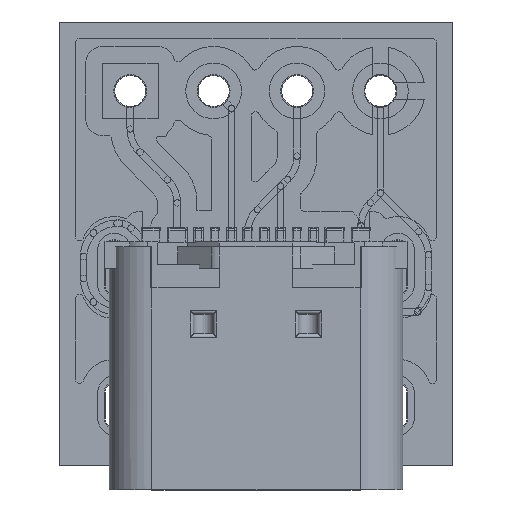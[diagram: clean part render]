
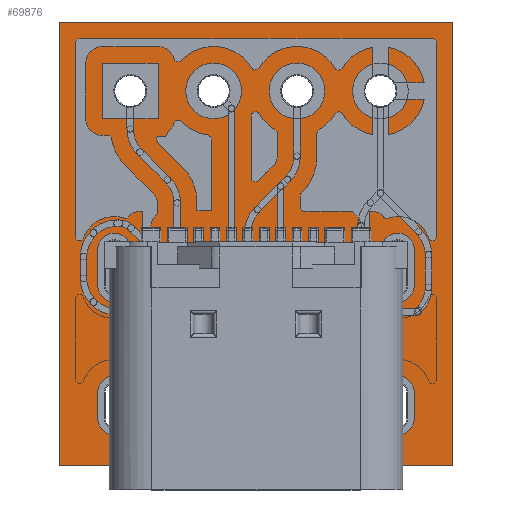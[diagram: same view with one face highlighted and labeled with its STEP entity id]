
A CAD part, top view. The second image highlights one B-rep face of the part: STEP entity #69876.
In plain terms, the highlighted planar face has unit normal (0, 0, 1).
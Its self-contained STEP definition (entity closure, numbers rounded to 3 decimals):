
#69554 = VERTEX_POINT('',#69555);
#69555 = CARTESIAN_POINT('',(6.,-6.75,1.6));
#69561 = EDGE_CURVE('',#69554,#69562,#69564,.T.);
#69562 = VERTEX_POINT('',#69563);
#69563 = CARTESIAN_POINT('',(-6.,-6.75,1.6));
#69564 = LINE('',#69565,#69566);
#69565 = CARTESIAN_POINT('',(6.,-6.75,1.6));
#69566 = VECTOR('',#69567,1.);
#69567 = DIRECTION('',(-1.,0.,0.));
#69594 = VERTEX_POINT('',#69595);
#69595 = CARTESIAN_POINT('',(6.,6.75,1.6));
#69601 = EDGE_CURVE('',#69594,#69554,#69602,.T.);
#69602 = LINE('',#69603,#69604);
#69603 = CARTESIAN_POINT('',(6.,6.75,1.6));
#69604 = VECTOR('',#69605,1.);
#69605 = DIRECTION('',(0.,-1.,0.));
#69623 = EDGE_CURVE('',#69562,#69624,#69626,.T.);
#69624 = VERTEX_POINT('',#69625);
#69625 = CARTESIAN_POINT('',(-6.,6.75,1.6));
#69626 = LINE('',#69627,#69628);
#69627 = CARTESIAN_POINT('',(-6.,-6.75,1.6));
#69628 = VECTOR('',#69629,1.);
#69629 = DIRECTION('',(0.,1.,0.));
#69876 = ADVANCED_FACE('',(#69877,#69888,#69924,#69960,#69971,#70007,
    #70018,#70054,#70065,#70076,#70087),#70098,.F.);
#69877 = FACE_BOUND('',#69878,.F.);
#69878 = EDGE_LOOP('',(#69879,#69880,#69881,#69887));
#69879 = ORIENTED_EDGE('',*,*,#69561,.T.);
#69880 = ORIENTED_EDGE('',*,*,#69623,.T.);
#69881 = ORIENTED_EDGE('',*,*,#69882,.T.);
#69882 = EDGE_CURVE('',#69624,#69594,#69883,.T.);
#69883 = LINE('',#69884,#69885);
#69884 = CARTESIAN_POINT('',(-6.,6.75,1.6));
#69885 = VECTOR('',#69886,1.);
#69886 = DIRECTION('',(1.,0.,0.));
#69887 = ORIENTED_EDGE('',*,*,#69601,.T.);
#69888 = FACE_BOUND('',#69889,.F.);
#69889 = EDGE_LOOP('',(#69890,#69901,#69909,#69918));
#69890 = ORIENTED_EDGE('',*,*,#69891,.F.);
#69891 = EDGE_CURVE('',#69892,#69894,#69896,.T.);
#69892 = VERTEX_POINT('',#69893);
#69893 = CARTESIAN_POINT('',(4.02,-4.53,1.6));
#69894 = VERTEX_POINT('',#69895);
#69895 = CARTESIAN_POINT('',(4.62,-4.53,1.6));
#69896 = CIRCLE('',#69897,0.3);
#69897 = AXIS2_PLACEMENT_3D('',#69898,#69899,#69900);
#69898 = CARTESIAN_POINT('',(4.32,-4.53,1.6));
#69899 = DIRECTION('',(0.,-0.,-1.));
#69900 = DIRECTION('',(1.,0.,-0.));
#69901 = ORIENTED_EDGE('',*,*,#69902,.T.);
#69902 = EDGE_CURVE('',#69892,#69903,#69905,.T.);
#69903 = VERTEX_POINT('',#69904);
#69904 = CARTESIAN_POINT('',(4.02,-5.33,1.6));
#69905 = LINE('',#69906,#69907);
#69906 = CARTESIAN_POINT('',(4.02,-2.265,1.6));
#69907 = VECTOR('',#69908,1.);
#69908 = DIRECTION('',(0.,-1.,0.));
#69909 = ORIENTED_EDGE('',*,*,#69910,.F.);
#69910 = EDGE_CURVE('',#69911,#69903,#69913,.T.);
#69911 = VERTEX_POINT('',#69912);
#69912 = CARTESIAN_POINT('',(4.62,-5.33,1.6));
#69913 = CIRCLE('',#69914,0.3);
#69914 = AXIS2_PLACEMENT_3D('',#69915,#69916,#69917);
#69915 = CARTESIAN_POINT('',(4.32,-5.33,1.6));
#69916 = DIRECTION('',(-0.,0.,-1.));
#69917 = DIRECTION('',(-1.,0.,0.));
#69918 = ORIENTED_EDGE('',*,*,#69919,.T.);
#69919 = EDGE_CURVE('',#69911,#69894,#69920,.T.);
#69920 = LINE('',#69921,#69922);
#69921 = CARTESIAN_POINT('',(4.62,-2.665,1.6));
#69922 = VECTOR('',#69923,1.);
#69923 = DIRECTION('',(0.,1.,-0.));
#69924 = FACE_BOUND('',#69925,.F.);
#69925 = EDGE_LOOP('',(#69926,#69937,#69945,#69954));
#69926 = ORIENTED_EDGE('',*,*,#69927,.F.);
#69927 = EDGE_CURVE('',#69928,#69930,#69932,.T.);
#69928 = VERTEX_POINT('',#69929);
#69929 = CARTESIAN_POINT('',(4.02,-0.18,1.6));
#69930 = VERTEX_POINT('',#69931);
#69931 = CARTESIAN_POINT('',(4.62,-0.18,1.6));
#69932 = CIRCLE('',#69933,0.3);
#69933 = AXIS2_PLACEMENT_3D('',#69934,#69935,#69936);
#69934 = CARTESIAN_POINT('',(4.32,-0.18,1.6));
#69935 = DIRECTION('',(0.,-0.,-1.));
#69936 = DIRECTION('',(1.,0.,-0.));
#69937 = ORIENTED_EDGE('',*,*,#69938,.T.);
#69938 = EDGE_CURVE('',#69928,#69939,#69941,.T.);
#69939 = VERTEX_POINT('',#69940);
#69940 = CARTESIAN_POINT('',(4.02,-1.28,1.6));
#69941 = LINE('',#69942,#69943);
#69942 = CARTESIAN_POINT('',(4.02,-0.09,1.6));
#69943 = VECTOR('',#69944,1.);
#69944 = DIRECTION('',(0.,-1.,0.));
#69945 = ORIENTED_EDGE('',*,*,#69946,.F.);
#69946 = EDGE_CURVE('',#69947,#69939,#69949,.T.);
#69947 = VERTEX_POINT('',#69948);
#69948 = CARTESIAN_POINT('',(4.62,-1.28,1.6));
#69949 = CIRCLE('',#69950,0.3);
#69950 = AXIS2_PLACEMENT_3D('',#69951,#69952,#69953);
#69951 = CARTESIAN_POINT('',(4.32,-1.28,1.6));
#69952 = DIRECTION('',(-0.,0.,-1.));
#69953 = DIRECTION('',(-1.,0.,0.));
#69954 = ORIENTED_EDGE('',*,*,#69955,.T.);
#69955 = EDGE_CURVE('',#69947,#69930,#69956,.T.);
#69956 = LINE('',#69957,#69958);
#69957 = CARTESIAN_POINT('',(4.62,-0.64,1.6));
#69958 = VECTOR('',#69959,1.);
#69959 = DIRECTION('',(0.,1.,-0.));
#69960 = FACE_BOUND('',#69961,.F.);
#69961 = EDGE_LOOP('',(#69962));
#69962 = ORIENTED_EDGE('',*,*,#69963,.F.);
#69963 = EDGE_CURVE('',#69964,#69964,#69966,.T.);
#69964 = VERTEX_POINT('',#69965);
#69965 = CARTESIAN_POINT('',(2.89,-1.575,1.6));
#69966 = CIRCLE('',#69967,0.325);
#69967 = AXIS2_PLACEMENT_3D('',#69968,#69969,#69970);
#69968 = CARTESIAN_POINT('',(2.89,-1.25,1.6));
#69969 = DIRECTION('',(-0.,0.,-1.));
#69970 = DIRECTION('',(0.,-1.,-0.));
#69971 = FACE_BOUND('',#69972,.F.);
#69972 = EDGE_LOOP('',(#69973,#69984,#69992,#70001));
#69973 = ORIENTED_EDGE('',*,*,#69974,.F.);
#69974 = EDGE_CURVE('',#69975,#69977,#69979,.T.);
#69975 = VERTEX_POINT('',#69976);
#69976 = CARTESIAN_POINT('',(-4.62,-4.53,1.6));
#69977 = VERTEX_POINT('',#69978);
#69978 = CARTESIAN_POINT('',(-4.02,-4.53,1.6));
#69979 = CIRCLE('',#69980,0.3);
#69980 = AXIS2_PLACEMENT_3D('',#69981,#69982,#69983);
#69981 = CARTESIAN_POINT('',(-4.32,-4.53,1.6));
#69982 = DIRECTION('',(0.,-0.,-1.));
#69983 = DIRECTION('',(1.,0.,-0.));
#69984 = ORIENTED_EDGE('',*,*,#69985,.T.);
#69985 = EDGE_CURVE('',#69975,#69986,#69988,.T.);
#69986 = VERTEX_POINT('',#69987);
#69987 = CARTESIAN_POINT('',(-4.62,-5.33,1.6));
#69988 = LINE('',#69989,#69990);
#69989 = CARTESIAN_POINT('',(-4.62,-2.265,1.6));
#69990 = VECTOR('',#69991,1.);
#69991 = DIRECTION('',(0.,-1.,0.));
#69992 = ORIENTED_EDGE('',*,*,#69993,.F.);
#69993 = EDGE_CURVE('',#69994,#69986,#69996,.T.);
#69994 = VERTEX_POINT('',#69995);
#69995 = CARTESIAN_POINT('',(-4.02,-5.33,1.6));
#69996 = CIRCLE('',#69997,0.3);
#69997 = AXIS2_PLACEMENT_3D('',#69998,#69999,#70000);
#69998 = CARTESIAN_POINT('',(-4.32,-5.33,1.6));
#69999 = DIRECTION('',(-0.,0.,-1.));
#70000 = DIRECTION('',(-1.,0.,0.));
#70001 = ORIENTED_EDGE('',*,*,#70002,.T.);
#70002 = EDGE_CURVE('',#69994,#69977,#70003,.T.);
#70003 = LINE('',#70004,#70005);
#70004 = CARTESIAN_POINT('',(-4.02,-2.665,1.6));
#70005 = VECTOR('',#70006,1.);
#70006 = DIRECTION('',(0.,1.,-0.));
#70007 = FACE_BOUND('',#70008,.F.);
#70008 = EDGE_LOOP('',(#70009));
#70009 = ORIENTED_EDGE('',*,*,#70010,.F.);
#70010 = EDGE_CURVE('',#70011,#70011,#70013,.T.);
#70011 = VERTEX_POINT('',#70012);
#70012 = CARTESIAN_POINT('',(-2.89,-1.575,1.6));
#70013 = CIRCLE('',#70014,0.325);
#70014 = AXIS2_PLACEMENT_3D('',#70015,#70016,#70017);
#70015 = CARTESIAN_POINT('',(-2.89,-1.25,1.6));
#70016 = DIRECTION('',(-0.,0.,-1.));
#70017 = DIRECTION('',(0.,-1.,0.));
#70018 = FACE_BOUND('',#70019,.F.);
#70019 = EDGE_LOOP('',(#70020,#70031,#70039,#70048));
#70020 = ORIENTED_EDGE('',*,*,#70021,.F.);
#70021 = EDGE_CURVE('',#70022,#70024,#70026,.T.);
#70022 = VERTEX_POINT('',#70023);
#70023 = CARTESIAN_POINT('',(-4.62,-0.18,1.6));
#70024 = VERTEX_POINT('',#70025);
#70025 = CARTESIAN_POINT('',(-4.02,-0.18,1.6));
#70026 = CIRCLE('',#70027,0.3);
#70027 = AXIS2_PLACEMENT_3D('',#70028,#70029,#70030);
#70028 = CARTESIAN_POINT('',(-4.32,-0.18,1.6));
#70029 = DIRECTION('',(0.,-0.,-1.));
#70030 = DIRECTION('',(1.,0.,-0.));
#70031 = ORIENTED_EDGE('',*,*,#70032,.T.);
#70032 = EDGE_CURVE('',#70022,#70033,#70035,.T.);
#70033 = VERTEX_POINT('',#70034);
#70034 = CARTESIAN_POINT('',(-4.62,-1.28,1.6));
#70035 = LINE('',#70036,#70037);
#70036 = CARTESIAN_POINT('',(-4.62,-0.09,1.6));
#70037 = VECTOR('',#70038,1.);
#70038 = DIRECTION('',(0.,-1.,0.));
#70039 = ORIENTED_EDGE('',*,*,#70040,.F.);
#70040 = EDGE_CURVE('',#70041,#70033,#70043,.T.);
#70041 = VERTEX_POINT('',#70042);
#70042 = CARTESIAN_POINT('',(-4.02,-1.28,1.6));
#70043 = CIRCLE('',#70044,0.3);
#70044 = AXIS2_PLACEMENT_3D('',#70045,#70046,#70047);
#70045 = CARTESIAN_POINT('',(-4.32,-1.28,1.6));
#70046 = DIRECTION('',(-0.,0.,-1.));
#70047 = DIRECTION('',(-1.,0.,0.));
#70048 = ORIENTED_EDGE('',*,*,#70049,.T.);
#70049 = EDGE_CURVE('',#70041,#70024,#70050,.T.);
#70050 = LINE('',#70051,#70052);
#70051 = CARTESIAN_POINT('',(-4.02,-0.64,1.6));
#70052 = VECTOR('',#70053,1.);
#70053 = DIRECTION('',(0.,1.,-0.));
#70054 = FACE_BOUND('',#70055,.F.);
#70055 = EDGE_LOOP('',(#70056));
#70056 = ORIENTED_EDGE('',*,*,#70057,.F.);
#70057 = EDGE_CURVE('',#70058,#70058,#70060,.T.);
#70058 = VERTEX_POINT('',#70059);
#70059 = CARTESIAN_POINT('',(3.79,4.15,1.6));
#70060 = CIRCLE('',#70061,0.5);
#70061 = AXIS2_PLACEMENT_3D('',#70062,#70063,#70064);
#70062 = CARTESIAN_POINT('',(3.79,4.65,1.6));
#70063 = DIRECTION('',(-0.,0.,-1.));
#70064 = DIRECTION('',(-0.,-1.,0.));
#70065 = FACE_BOUND('',#70066,.F.);
#70066 = EDGE_LOOP('',(#70067));
#70067 = ORIENTED_EDGE('',*,*,#70068,.F.);
#70068 = EDGE_CURVE('',#70069,#70069,#70071,.T.);
#70069 = VERTEX_POINT('',#70070);
#70070 = CARTESIAN_POINT('',(1.25,4.15,1.6));
#70071 = CIRCLE('',#70072,0.5);
#70072 = AXIS2_PLACEMENT_3D('',#70073,#70074,#70075);
#70073 = CARTESIAN_POINT('',(1.25,4.65,1.6));
#70074 = DIRECTION('',(-0.,0.,-1.));
#70075 = DIRECTION('',(-0.,-1.,0.));
#70076 = FACE_BOUND('',#70077,.F.);
#70077 = EDGE_LOOP('',(#70078));
#70078 = ORIENTED_EDGE('',*,*,#70079,.F.);
#70079 = EDGE_CURVE('',#70080,#70080,#70082,.T.);
#70080 = VERTEX_POINT('',#70081);
#70081 = CARTESIAN_POINT('',(-1.29,4.15,1.6));
#70082 = CIRCLE('',#70083,0.5);
#70083 = AXIS2_PLACEMENT_3D('',#70084,#70085,#70086);
#70084 = CARTESIAN_POINT('',(-1.29,4.65,1.6));
#70085 = DIRECTION('',(-0.,0.,-1.));
#70086 = DIRECTION('',(-0.,-1.,0.));
#70087 = FACE_BOUND('',#70088,.F.);
#70088 = EDGE_LOOP('',(#70089));
#70089 = ORIENTED_EDGE('',*,*,#70090,.F.);
#70090 = EDGE_CURVE('',#70091,#70091,#70093,.T.);
#70091 = VERTEX_POINT('',#70092);
#70092 = CARTESIAN_POINT('',(-3.83,4.15,1.6));
#70093 = CIRCLE('',#70094,0.5);
#70094 = AXIS2_PLACEMENT_3D('',#70095,#70096,#70097);
#70095 = CARTESIAN_POINT('',(-3.83,4.65,1.6));
#70096 = DIRECTION('',(-0.,0.,-1.));
#70097 = DIRECTION('',(-0.,-1.,0.));
#70098 = PLANE('',#70099);
#70099 = AXIS2_PLACEMENT_3D('',#70100,#70101,#70102);
#70100 = CARTESIAN_POINT('',(0.,0.,1.6));
#70101 = DIRECTION('',(-0.,-0.,-1.));
#70102 = DIRECTION('',(-1.,0.,0.));
